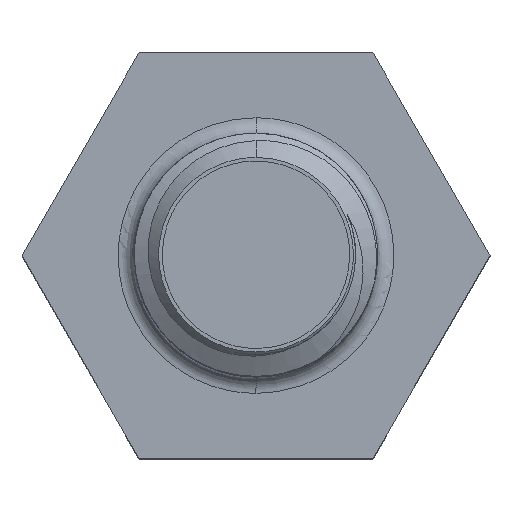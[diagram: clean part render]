
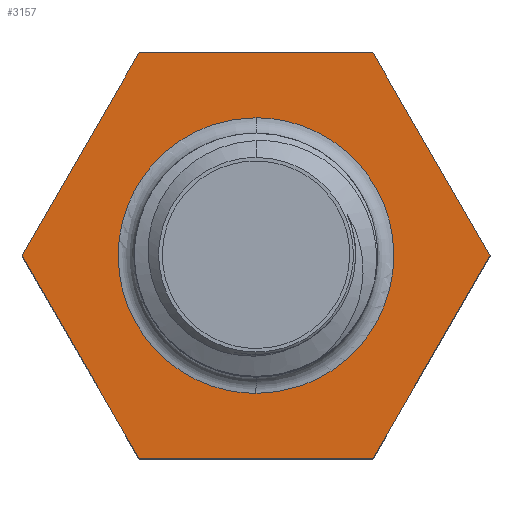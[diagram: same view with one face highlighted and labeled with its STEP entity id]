
A CAD part, top view. The second image highlights one B-rep face of the part: STEP entity #3157.
In plain terms, the highlighted planar face has unit normal (0, 0, 1).
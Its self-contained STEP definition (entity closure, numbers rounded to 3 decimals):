
#61 = B_SPLINE_CURVE_WITH_KNOTS ( 'NONE', 3,
 ( #3613, #199, #637, #6461, #4159, #5951, #2396, #3022, #2311, #6498, #3532, #2590, #2435, #1259, #4243, #4983, #5910, #7359 ),
 .UNSPECIFIED., .F., .F.,
 ( 4, 2, 2, 2, 2, 2, 2, 2, 4 ),
 ( 0., 0.125, 0.25, 0.375, 0.5, 0.625, 0.75, 0.875, 1. ),
 .UNSPECIFIED. ) ;
#178 = B_SPLINE_CURVE_WITH_KNOTS ( 'NONE', 3,
 ( #1630, #2114, #5817, #5235 ),
 .UNSPECIFIED., .F., .F.,
 ( 4, 4 ),
 ( 0., 1. ),
 .UNSPECIFIED. ) ;
#186 = B_SPLINE_CURVE_WITH_KNOTS ( 'NONE', 3,
 ( #2915, #4680, #7057, #5347 ),
 .UNSPECIFIED., .F., .F.,
 ( 4, 4 ),
 ( 0., 1. ),
 .UNSPECIFIED. ) ;
#199 = CARTESIAN_POINT ( 'NONE',  ( -0.223, 1.7, 0. ) ) ;
#375 = CARTESIAN_POINT ( 'NONE',  ( 0.445, 1.656, 0. ) ) ;
#428 = CARTESIAN_POINT ( 'NONE',  ( 1.443, 2.5, 0. ) ) ;
#637 = CARTESIAN_POINT ( 'NONE',  ( -0.445, 1.656, 0. ) ) ;
#641 = CARTESIAN_POINT ( 'NONE',  ( 2.887, 0., 0. ) ) ;
#658 = CARTESIAN_POINT ( 'NONE',  ( -0.481, -2.5, 0. ) ) ;
#805 = VERTEX_POINT ( 'NONE', #1950 ) ;
#837 = FACE_OUTER_BOUND ( 'NONE', #5451, .T. ) ;
#879 = CARTESIAN_POINT ( 'NONE',  ( -1.443, -2.5, 0. ) ) ;
#954 = CARTESIAN_POINT ( 'NONE',  ( 2.887, 0., 0. ) ) ;
#1180 = CARTESIAN_POINT ( 'NONE',  ( 1.925, -1.667, 0. ) ) ;
#1196 = CARTESIAN_POINT ( 'NONE',  ( 2.406, 0.833, 0. ) ) ;
#1259 = CARTESIAN_POINT ( 'NONE',  ( -1.045, -1.359, 0. ) ) ;
#1308 = EDGE_LOOP ( 'NONE', ( #5824, #2638 ) ) ;
#1330 = B_SPLINE_CURVE_WITH_KNOTS ( 'NONE', 3,
 ( #6397, #5230, #4100, #5773, #7691, #4605, #2330, #1702, #6476, #3432, #5811, #5850, #7612, #2248, #4643, #375, #1661, #4055 ),
 .UNSPECIFIED., .F., .F.,
 ( 4, 2, 2, 2, 2, 2, 2, 2, 4 ),
 ( 0., 0.125, 0.25, 0.375, 0.5, 0.625, 0.75, 0.875, 1. ),
 .UNSPECIFIED. ) ;
#1378 = EDGE_CURVE ( 'NONE', #5941, #7077, #186, .T. ) ;
#1430 = B_SPLINE_CURVE_WITH_KNOTS ( 'NONE', 3,
 ( #641, #7171, #1180, #4798 ),
 .UNSPECIFIED., .F., .F.,
 ( 4, 4 ),
 ( 0., 1. ),
 .UNSPECIFIED. ) ;
#1606 = VERTEX_POINT ( 'NONE', #3914 ) ;
#1615 = B_SPLINE_CURVE_WITH_KNOTS ( 'NONE', 3,
 ( #3509, #5309, #1196, #3083 ),
 .UNSPECIFIED., .F., .F.,
 ( 4, 4 ),
 ( 0., 1. ),
 .UNSPECIFIED. ) ;
#1630 = CARTESIAN_POINT ( 'NONE',  ( -2.887, 0., 0. ) ) ;
#1661 = CARTESIAN_POINT ( 'NONE',  ( 0.223, 1.7, 0. ) ) ;
#1702 = CARTESIAN_POINT ( 'NONE',  ( 1.656, -0.445, 0. ) ) ;
#1841 = CARTESIAN_POINT ( 'NONE',  ( -1.925, -1.667, 0. ) ) ;
#1950 = CARTESIAN_POINT ( 'NONE',  ( 0., -1.7, 0. ) ) ;
#2044 = DIRECTION ( 'NONE',  ( 0., 0., -1. ) ) ;
#2114 = CARTESIAN_POINT ( 'NONE',  ( -2.406, 0.833, 0. ) ) ;
#2140 = EDGE_CURVE ( 'NONE', #7077, #7742, #1615, .T. ) ;
#2248 = CARTESIAN_POINT ( 'NONE',  ( 1.045, 1.359, 0. ) ) ;
#2311 = CARTESIAN_POINT ( 'NONE',  ( -1.7, 0.223, 0. ) ) ;
#2313 = B_SPLINE_CURVE_WITH_KNOTS ( 'NONE', 3,
 ( #6491, #1841, #5945, #2428 ),
 .UNSPECIFIED., .F., .F.,
 ( 4, 4 ),
 ( 0., 1. ),
 .UNSPECIFIED. ) ;
#2330 = CARTESIAN_POINT ( 'NONE',  ( 1.485, -0.856, 0. ) ) ;
#2396 = CARTESIAN_POINT ( 'NONE',  ( -1.485, 0.856, 0. ) ) ;
#2428 = CARTESIAN_POINT ( 'NONE',  ( -2.887, 0., 0. ) ) ;
#2435 = CARTESIAN_POINT ( 'NONE',  ( -1.359, -1.045, 0. ) ) ;
#2445 = ORIENTED_EDGE ( 'NONE', *, *, #2140, .F. ) ;
#2484 = ORIENTED_EDGE ( 'NONE', *, *, #3679, .F. ) ;
#2590 = CARTESIAN_POINT ( 'NONE',  ( -1.485, -0.856, 0. ) ) ;
#2600 = FACE_BOUND ( 'NONE', #1308, .T. ) ;
#2638 = ORIENTED_EDGE ( 'NONE', *, *, #4309, .F. ) ;
#2915 = CARTESIAN_POINT ( 'NONE',  ( -1.443, 2.5, 0. ) ) ;
#3022 = CARTESIAN_POINT ( 'NONE',  ( -1.656, 0.445, 0. ) ) ;
#3031 = ORIENTED_EDGE ( 'NONE', *, *, #5397, .F. ) ;
#3083 = CARTESIAN_POINT ( 'NONE',  ( 2.887, 0., 0. ) ) ;
#3085 = CARTESIAN_POINT ( 'NONE',  ( 1.443, -2.5, 0. ) ) ;
#3152 = CARTESIAN_POINT ( 'NONE',  ( 1.443, -2.5, 0. ) ) ;
#3157 = ADVANCED_FACE ( 'NONE', ( #837, #2600 ), #5034, .F. ) ;
#3184 = DIRECTION ( 'NONE',  ( 0., -1., 0. ) ) ;
#3431 = EDGE_CURVE ( 'NONE', #7164, #3538, #2313, .T. ) ;
#3432 = CARTESIAN_POINT ( 'NONE',  ( 1.7, 0.223, 0. ) ) ;
#3509 = CARTESIAN_POINT ( 'NONE',  ( 1.443, 2.5, 0. ) ) ;
#3532 = CARTESIAN_POINT ( 'NONE',  ( -1.656, -0.445, 0. ) ) ;
#3538 = VERTEX_POINT ( 'NONE', #5523 ) ;
#3594 = CARTESIAN_POINT ( 'NONE',  ( -1.443, -2.5, 0. ) ) ;
#3597 = CARTESIAN_POINT ( 'NONE',  ( -1.443, 2.5, 0. ) ) ;
#3613 = CARTESIAN_POINT ( 'NONE',  ( 0., 1.7, 0. ) ) ;
#3679 = EDGE_CURVE ( 'NONE', #3538, #5941, #178, .T. ) ;
#3914 = CARTESIAN_POINT ( 'NONE',  ( 0., 1.7, 0. ) ) ;
#4006 = EDGE_CURVE ( 'NONE', #7742, #7197, #1430, .T. ) ;
#4055 = CARTESIAN_POINT ( 'NONE',  ( 0., 1.7, 0. ) ) ;
#4100 = CARTESIAN_POINT ( 'NONE',  ( 0.445, -1.656, 0. ) ) ;
#4159 = CARTESIAN_POINT ( 'NONE',  ( -1.045, 1.359, 0. ) ) ;
#4243 = CARTESIAN_POINT ( 'NONE',  ( -0.856, -1.485, 0. ) ) ;
#4309 = EDGE_CURVE ( 'NONE', #805, #1606, #1330, .T. ) ;
#4605 = CARTESIAN_POINT ( 'NONE',  ( 1.359, -1.045, 0. ) ) ;
#4643 = CARTESIAN_POINT ( 'NONE',  ( 0.856, 1.485, 0. ) ) ;
#4665 = ORIENTED_EDGE ( 'NONE', *, *, #3431, .F. ) ;
#4680 = CARTESIAN_POINT ( 'NONE',  ( -0.481, 2.5, 0. ) ) ;
#4798 = CARTESIAN_POINT ( 'NONE',  ( 1.443, -2.5, 0. ) ) ;
#4824 = B_SPLINE_CURVE_WITH_KNOTS ( 'NONE', 3,
 ( #3085, #6560, #658, #3594 ),
 .UNSPECIFIED., .F., .F.,
 ( 4, 4 ),
 ( 0., 1. ),
 .UNSPECIFIED. ) ;
#4951 = AXIS2_PLACEMENT_3D ( 'NONE', #6267, #2044, #3184 ) ;
#4983 = CARTESIAN_POINT ( 'NONE',  ( -0.445, -1.656, 0. ) ) ;
#4989 = EDGE_CURVE ( 'NONE', #1606, #805, #61, .T. ) ;
#5034 = PLANE ( 'NONE',  #4951 ) ;
#5230 = CARTESIAN_POINT ( 'NONE',  ( 0.223, -1.7, 0. ) ) ;
#5235 = CARTESIAN_POINT ( 'NONE',  ( -1.443, 2.5, 0. ) ) ;
#5309 = CARTESIAN_POINT ( 'NONE',  ( 1.925, 1.667, 0. ) ) ;
#5347 = CARTESIAN_POINT ( 'NONE',  ( 1.443, 2.5, 0. ) ) ;
#5397 = EDGE_CURVE ( 'NONE', #7197, #7164, #4824, .T. ) ;
#5451 = EDGE_LOOP ( 'NONE', ( #7719, #2445, #5901, #2484, #4665, #3031 ) ) ;
#5523 = CARTESIAN_POINT ( 'NONE',  ( -2.887, 0., 0. ) ) ;
#5773 = CARTESIAN_POINT ( 'NONE',  ( 0.856, -1.485, 0. ) ) ;
#5811 = CARTESIAN_POINT ( 'NONE',  ( 1.656, 0.445, 0. ) ) ;
#5817 = CARTESIAN_POINT ( 'NONE',  ( -1.925, 1.667, 0. ) ) ;
#5824 = ORIENTED_EDGE ( 'NONE', *, *, #4989, .F. ) ;
#5850 = CARTESIAN_POINT ( 'NONE',  ( 1.485, 0.856, 0. ) ) ;
#5901 = ORIENTED_EDGE ( 'NONE', *, *, #1378, .F. ) ;
#5910 = CARTESIAN_POINT ( 'NONE',  ( -0.223, -1.7, 0. ) ) ;
#5941 = VERTEX_POINT ( 'NONE', #3597 ) ;
#5945 = CARTESIAN_POINT ( 'NONE',  ( -2.406, -0.833, 0. ) ) ;
#5951 = CARTESIAN_POINT ( 'NONE',  ( -1.359, 1.045, 0. ) ) ;
#6267 = CARTESIAN_POINT ( 'NONE',  ( 0., 0., 0. ) ) ;
#6397 = CARTESIAN_POINT ( 'NONE',  ( 0., -1.7, 0. ) ) ;
#6461 = CARTESIAN_POINT ( 'NONE',  ( -0.856, 1.485, 0. ) ) ;
#6476 = CARTESIAN_POINT ( 'NONE',  ( 1.7, -0.223, 0. ) ) ;
#6491 = CARTESIAN_POINT ( 'NONE',  ( -1.443, -2.5, 0. ) ) ;
#6498 = CARTESIAN_POINT ( 'NONE',  ( -1.7, -0.223, 0. ) ) ;
#6560 = CARTESIAN_POINT ( 'NONE',  ( 0.481, -2.5, 0. ) ) ;
#7057 = CARTESIAN_POINT ( 'NONE',  ( 0.481, 2.5, 0. ) ) ;
#7077 = VERTEX_POINT ( 'NONE', #428 ) ;
#7164 = VERTEX_POINT ( 'NONE', #879 ) ;
#7171 = CARTESIAN_POINT ( 'NONE',  ( 2.406, -0.833, 0. ) ) ;
#7197 = VERTEX_POINT ( 'NONE', #3152 ) ;
#7359 = CARTESIAN_POINT ( 'NONE',  ( 0., -1.7, 0. ) ) ;
#7612 = CARTESIAN_POINT ( 'NONE',  ( 1.359, 1.045, 0. ) ) ;
#7691 = CARTESIAN_POINT ( 'NONE',  ( 1.045, -1.359, 0. ) ) ;
#7719 = ORIENTED_EDGE ( 'NONE', *, *, #4006, .F. ) ;
#7742 = VERTEX_POINT ( 'NONE', #954 ) ;
